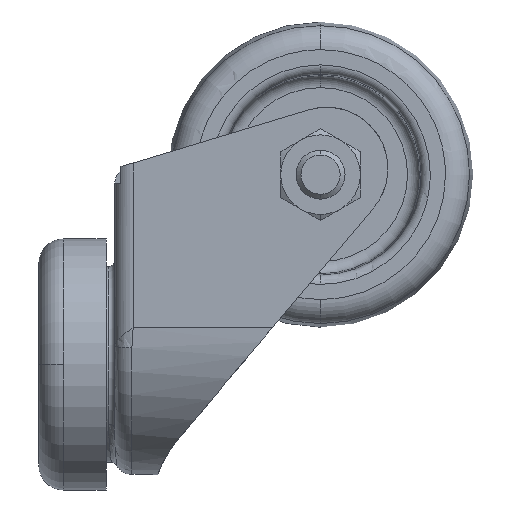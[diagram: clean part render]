
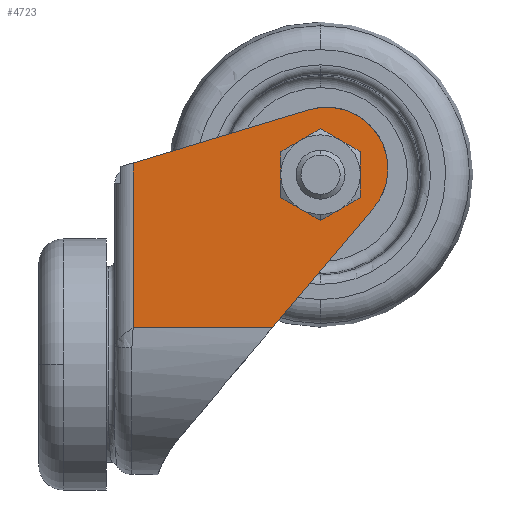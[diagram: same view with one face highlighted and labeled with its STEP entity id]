
A CAD part, left-side view. The second image highlights one B-rep face of the part: STEP entity #4723.
In plain terms, the highlighted planar face has unit normal (-1, 0, 0).
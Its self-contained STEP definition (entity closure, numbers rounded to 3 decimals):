
#48 = VERTEX_POINT ( 'NONE', #8759 ) ;
#192 = VERTEX_POINT ( 'NONE', #8367 ) ;
#281 = CARTESIAN_POINT ( 'NONE',  ( -24., 18.133, 40.167 ) ) ;
#319 = CARTESIAN_POINT ( 'NONE',  ( -24., 58.6, 6. ) ) ;
#527 = FACE_OUTER_BOUND ( 'NONE', #5921, .T. ) ;
#571 = B_SPLINE_CURVE_WITH_KNOTS ( 'NONE', 3,
 ( #1887, #10254, #4409, #8617, #6785, #984, #281, #5958, #1727, #9489, #5289, #8457, #3442, #6174, #4299, #2705, #5186 ),
 .UNSPECIFIED., .F., .F.,
 ( 4, 1, 1, 1, 1, 1, 1, 1, 1, 1, 1, 1, 1, 1, 4 ),
 ( 0., 0.002, 0.004, 0.005, 0.007, 0.009, 0.011, 0.013, 0.015, 0.016, 0.018, 0.02, 0.022, 0.024, 0.026 ),
 .UNSPECIFIED. ) ;
#758 = CARTESIAN_POINT ( 'NONE',  ( -24., 24.613, 15.774 ) ) ;
#984 = CARTESIAN_POINT ( 'NONE',  ( -24., 19.719, 41.099 ) ) ;
#1129 = EDGE_CURVE ( 'NONE', #48, #192, #3305, .T. ) ;
#1451 = CARTESIAN_POINT ( 'NONE',  ( -24., 26.89, 41.573 ) ) ;
#1727 = CARTESIAN_POINT ( 'NONE',  ( -24., 15.596, 37.523 ) ) ;
#1887 = CARTESIAN_POINT ( 'NONE',  ( -24., 26.89, 41.573 ) ) ;
#2078 = PLANE ( 'NONE',  #9649 ) ;
#2355 = ORIENTED_EDGE ( 'NONE', *, *, #1129, .F. ) ;
#2705 = CARTESIAN_POINT ( 'NONE',  ( -24., 15.965, 26.015 ) ) ;
#2832 = ORIENTED_EDGE ( 'NONE', *, *, #6588, .F. ) ;
#3199 = EDGE_CURVE ( 'NONE', #5911, #3323, #4357, .T. ) ;
#3305 = LINE ( 'NONE', #758, #8200 ) ;
#3323 = VERTEX_POINT ( 'NONE', #7276 ) ;
#3442 = CARTESIAN_POINT ( 'NONE',  ( -24., 14.059, 30.482 ) ) ;
#3505 = EDGE_CURVE ( 'NONE', #10357, #48, #571, .T. ) ;
#3553 = VECTOR ( 'NONE', #9695, 1000. ) ;
#3741 = DIRECTION ( 'NONE',  ( 0., -0.957, 0.289 ) ) ;
#4064 = VECTOR ( 'NONE', #3741, 1000. ) ;
#4282 = LINE ( 'NONE', #5320, #4064 ) ;
#4299 = CARTESIAN_POINT ( 'NONE',  ( -24., 15.263, 27.021 ) ) ;
#4357 = LINE ( 'NONE', #6900, #9799 ) ;
#4409 = CARTESIAN_POINT ( 'NONE',  ( -24., 25.104, 41.995 ) ) ;
#4723 = ADVANCED_FACE ( 'NONE', ( #527 ), #2078, .T. ) ;
#5186 = CARTESIAN_POINT ( 'NONE',  ( -24., 16.359, 25.549 ) ) ;
#5289 = CARTESIAN_POINT ( 'NONE',  ( -24., 14.175, 34.145 ) ) ;
#5320 = CARTESIAN_POINT ( 'NONE',  ( -24., 41.245, 37.239 ) ) ;
#5911 = VERTEX_POINT ( 'NONE', #6139 ) ;
#5921 = EDGE_LOOP ( 'NONE', ( #2832, #9544, #5990, #2355, #6468 ) ) ;
#5958 = CARTESIAN_POINT ( 'NONE',  ( -24., 16.743, 38.961 ) ) ;
#5990 = ORIENTED_EDGE ( 'NONE', *, *, #6800, .F. ) ;
#6139 = CARTESIAN_POINT ( 'NONE',  ( -24., 55.6, 32.906 ) ) ;
#6174 = CARTESIAN_POINT ( 'NONE',  ( -24., 14.502, 28.696 ) ) ;
#6468 = ORIENTED_EDGE ( 'NONE', *, *, #3505, .F. ) ;
#6588 = EDGE_CURVE ( 'NONE', #5911, #10357, #4282, .T. ) ;
#6785 = CARTESIAN_POINT ( 'NONE',  ( -24., 21.449, 41.727 ) ) ;
#6800 = EDGE_CURVE ( 'NONE', #192, #3323, #7812, .T. ) ;
#6900 = CARTESIAN_POINT ( 'NONE',  ( -24., 55.6, 32. ) ) ;
#7200 = CARTESIAN_POINT ( 'NONE',  ( -24., 58.6, 32. ) ) ;
#7276 = CARTESIAN_POINT ( 'NONE',  ( -24., 55.6, 6. ) ) ;
#7812 = LINE ( 'NONE', #319, #3553 ) ;
#8200 = VECTOR ( 'NONE', #10786, 1000. ) ;
#8367 = CARTESIAN_POINT ( 'NONE',  ( -24., 32.866, 6. ) ) ;
#8457 = CARTESIAN_POINT ( 'NONE',  ( -24., 13.949, 32.319 ) ) ;
#8617 = CARTESIAN_POINT ( 'NONE',  ( -24., 23.264, 42.029 ) ) ;
#8759 = CARTESIAN_POINT ( 'NONE',  ( -24., 16.359, 25.549 ) ) ;
#9489 = CARTESIAN_POINT ( 'NONE',  ( -24., 14.731, 35.899 ) ) ;
#9544 = ORIENTED_EDGE ( 'NONE', *, *, #3199, .T. ) ;
#9649 = AXIS2_PLACEMENT_3D ( 'NONE', #7200, #10564, #10508 ) ;
#9695 = DIRECTION ( 'NONE',  ( 0., 1., 0. ) ) ;
#9799 = VECTOR ( 'NONE', #10253, 1000. ) ;
#10253 = DIRECTION ( 'NONE',  ( 0., 0., -1. ) ) ;
#10254 = CARTESIAN_POINT ( 'NONE',  ( -24., 26.306, 41.75 ) ) ;
#10357 = VERTEX_POINT ( 'NONE', #1451 ) ;
#10508 = DIRECTION ( 'NONE',  ( 0., 0., 1. ) ) ;
#10564 = DIRECTION ( 'NONE',  ( -1., 0., 0. ) ) ;
#10786 = DIRECTION ( 'NONE',  ( 0., 0.645, -0.764 ) ) ;
